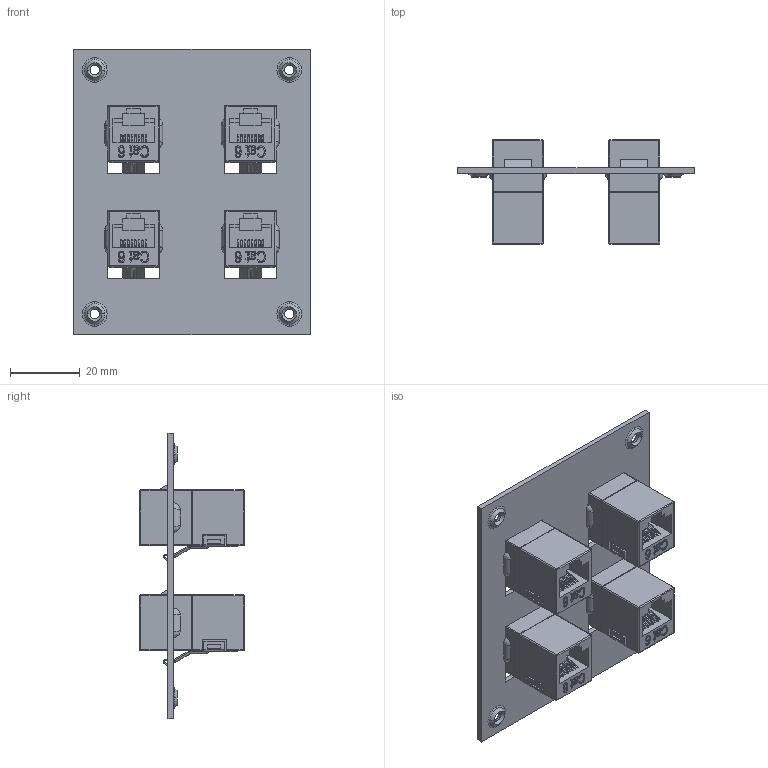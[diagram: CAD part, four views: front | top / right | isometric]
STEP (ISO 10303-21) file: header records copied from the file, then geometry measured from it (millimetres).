
FILE_DESCRIPTION (( 'STEP AP203' ), '1' );
FILE_NAME ('USP4SMC6B.STEP', '2014-11-12T21:11:34', ( 'x' ), ( '' ), 'SwSTEP 2.0', 'SolidWorks 2014', '' );
FILE_SCHEMA (( 'CONFIG_CONTROL_DESIGN' ));
Length unit declared in the file: inch
Products named in the file (3): 1AR03-002; USP4SMC6B; TDG1026KS-C6_New Logo - Latch Depressed
Assembly tree (5 placements, depth 2):
  USP4SMC6B
    1AR03-002
    TDG1026KS-C6_New Logo - Latch Depressed  x4
Bounding box: 68.07 x 30 x 82.04 mm (x, y, z)
Volume: 27376.2 mm3; surface area: 24327.4 mm2
Topology: 5 solids, 5 shells, 1730 faces, 4788 edges, 3104 vertices
Faces by surface type: plane 926, bspline 560, cylinder 160, sphere 32, torus 28, cone 24
Entity records: 21096 total; most frequent: CARTESIAN_POINT 9003, ORIENTED_EDGE 2664, DIRECTION 2015, EDGE_CURVE 1332, VERTEX_POINT 872, LINE 863, VECTOR 863, AXIS2_PLACEMENT_3D 576
